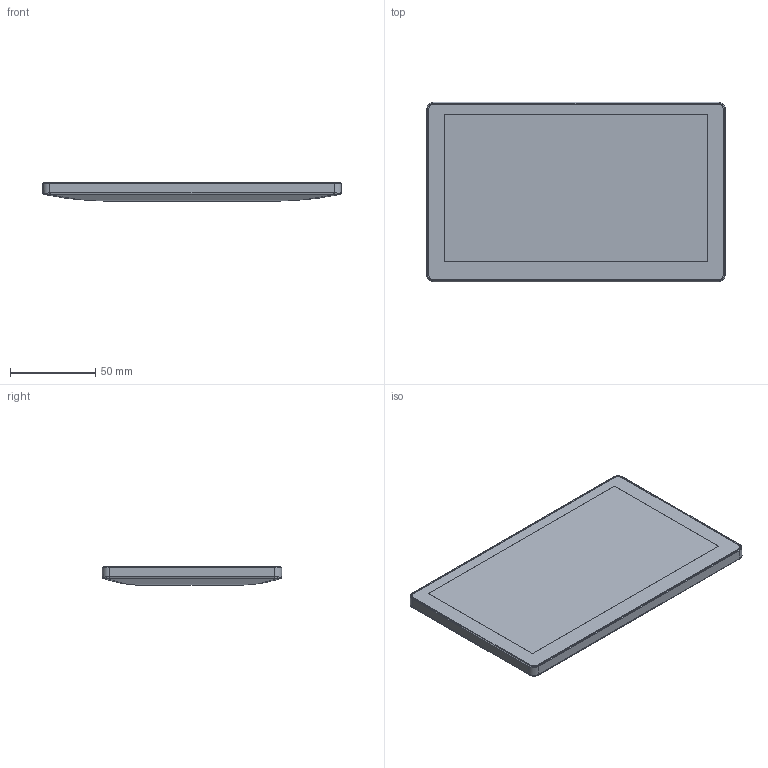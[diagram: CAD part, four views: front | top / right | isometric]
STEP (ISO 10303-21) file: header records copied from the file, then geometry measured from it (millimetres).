
FILE_DESCRIPTION((''),'2;1');
FILE_NAME('70H-1024600-CT-CASE-ASM_ASM','2022-07-20T09:31:51',('xiaojisheng'),(''),'CREO PARAMETRIC BY PTC INC, 2018050','CREO PARAMETRIC BY PTC INC, 2018050','');
FILE_SCHEMA(('CONFIG_CONTROL_DESIGN','SHAPE_APPEARANCE_LAYERS_GROUPS'));
Products named in the file (5): 7INCH-QLED-HTT070QD001; 70H-1024600-TOUCH; 7INCH-HDMI-ADAPTER-V2-0607; 70H-1024600-CT_CASE; 70H-1024600-CT-CASE-ASM_ASM
Assembly tree (4 placements, depth 2):
  70H-1024600-CT-CASE-ASM_ASM
    7INCH-QLED-HTT070QD001
    70H-1024600-TOUCH
    7INCH-HDMI-ADAPTER-V2-0607
    70H-1024600-CT_CASE
Bounding box: 175.3 x 105.3 x 11 mm (x, y, z)
Volume: 130930.1 mm3; surface area: 152655.1 mm2
Topology: 10 solids, 11 shells, 1850 faces, 4922 edges, 3255 vertices
Faces by surface type: plane 1725, cylinder 66, extrusion 27, bspline 26, cone 4, sphere 2
Entity records: 72417 total; most frequent: CARTESIAN_POINT 12084, ORIENTED_EDGE 9836, DIRECTION 8560, EDGE_CURVE 4918, VECTOR 4628, LINE 4601, VERTEX_POINT 3255, PRESENTATION_STYLE_ASSIGNMENT 2509
